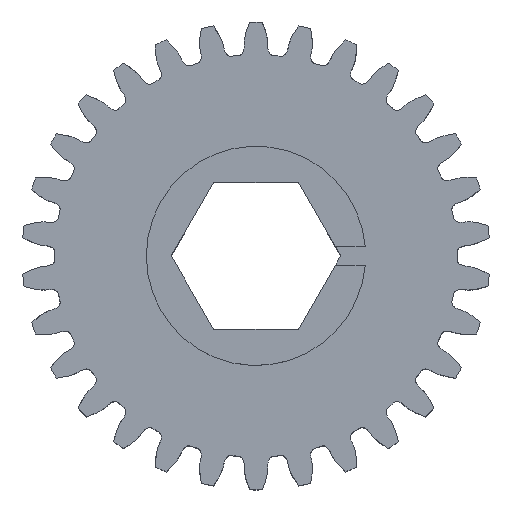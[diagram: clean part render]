
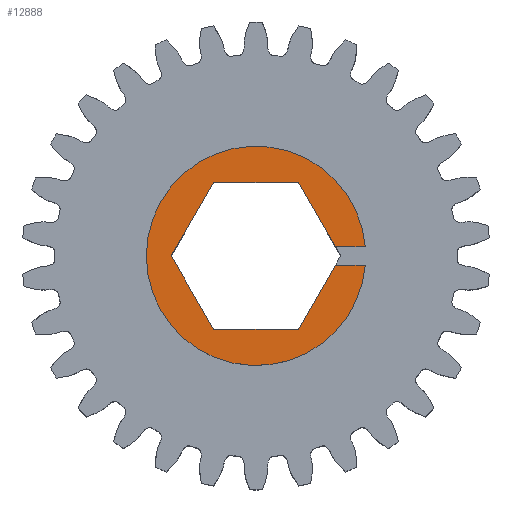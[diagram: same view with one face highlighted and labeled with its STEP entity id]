
A CAD part, top view. The second image highlights one B-rep face of the part: STEP entity #12888.
In plain terms, the highlighted planar face has unit normal (0, 0, 1).
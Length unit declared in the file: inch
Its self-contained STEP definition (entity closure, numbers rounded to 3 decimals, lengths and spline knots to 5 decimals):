
#99 = VECTOR ( 'NONE', #12432, 39.37008 ) ;
#282 = EDGE_CURVE ( 'NONE', #9492, #3916, #12274, .T. ) ;
#608 = LINE ( 'NONE', #1625, #12252 ) ;
#713 = VERTEX_POINT ( 'NONE', #4965 ) ;
#1036 = DIRECTION ( 'NONE',  ( -1., 0., 0. ) ) ;
#1201 = EDGE_LOOP ( 'NONE', ( #6317, #3976, #5612, #6771, #3007, #12802, #1917, #8376, #8606, #4882 ) ) ;
#1290 = CARTESIAN_POINT ( 'NONE',  ( 0.14491, -0.251, 0.249 ) ) ;
#1386 = VECTOR ( 'NONE', #11196, 39.37008 ) ;
#1622 = CIRCLE ( 'NONE', #8139, 0.375 ) ;
#1625 = CARTESIAN_POINT ( 'NONE',  ( 0.14491, -0.251, 0.249 ) ) ;
#1693 = CARTESIAN_POINT ( 'NONE',  ( 0.3737, -0.03125, 0.249 ) ) ;
#1835 = VECTOR ( 'NONE', #10920, 39.37008 ) ;
#1870 = EDGE_CURVE ( 'NONE', #3453, #5074, #12808, .T. ) ;
#1917 = ORIENTED_EDGE ( 'NONE', *, *, #1870, .F. ) ;
#2370 = EDGE_CURVE ( 'NONE', #713, #4917, #1622, .T. ) ;
#2501 = CARTESIAN_POINT ( 'NONE',  ( -0.28983, 0., 0.249 ) ) ;
#2625 = EDGE_CURVE ( 'NONE', #5074, #11867, #6147, .T. ) ;
#2666 = CARTESIAN_POINT ( 'NONE',  ( -0.14491, 0.251, 0.249 ) ) ;
#2707 = EDGE_CURVE ( 'NONE', #713, #6307, #6211, .T. ) ;
#2786 = EDGE_CURVE ( 'NONE', #13006, #3453, #5189, .T. ) ;
#3007 = ORIENTED_EDGE ( 'NONE', *, *, #3869, .F. ) ;
#3453 = VERTEX_POINT ( 'NONE', #9792 ) ;
#3545 = CARTESIAN_POINT ( 'NONE',  ( 0.28983, 0., 0.249 ) ) ;
#3685 = PLANE ( 'NONE',  #10767 ) ;
#3823 = CARTESIAN_POINT ( 'NONE',  ( 0., 0., 0.249 ) ) ;
#3869 = EDGE_CURVE ( 'NONE', #11867, #9492, #608, .T. ) ;
#3898 = CARTESIAN_POINT ( 'NONE',  ( 0.14491, 0.251, 0.249 ) ) ;
#3916 = VERTEX_POINT ( 'NONE', #1693 ) ;
#3966 = CARTESIAN_POINT ( 'NONE',  ( 0.27179, 0.03125, 0.249 ) ) ;
#3976 = ORIENTED_EDGE ( 'NONE', *, *, #2370, .T. ) ;
#4110 = DIRECTION ( 'NONE',  ( 1., 0., 0. ) ) ;
#4234 = VECTOR ( 'NONE', #1036, 39.37008 ) ;
#4279 = EDGE_CURVE ( 'NONE', #12372, #13006, #10063, .T. ) ;
#4882 = ORIENTED_EDGE ( 'NONE', *, *, #13209, .F. ) ;
#4917 = VERTEX_POINT ( 'NONE', #9489 ) ;
#4965 = CARTESIAN_POINT ( 'NONE',  ( 0.3737, 0.03125, 0.249 ) ) ;
#5074 = VERTEX_POINT ( 'NONE', #7056 ) ;
#5189 = LINE ( 'NONE', #9324, #99 ) ;
#5207 = EDGE_CURVE ( 'NONE', #4917, #3916, #12901, .T. ) ;
#5612 = ORIENTED_EDGE ( 'NONE', *, *, #5207, .T. ) ;
#5783 = DIRECTION ( 'NONE',  ( 0.5, 0.866, 0. ) ) ;
#5864 = DIRECTION ( 'NONE',  ( 1., 0., 0. ) ) ;
#6147 = LINE ( 'NONE', #10276, #9427 ) ;
#6211 = LINE ( 'NONE', #10340, #4234 ) ;
#6289 = DIRECTION ( 'NONE',  ( 1., 0., 0. ) ) ;
#6307 = VERTEX_POINT ( 'NONE', #3966 ) ;
#6317 = ORIENTED_EDGE ( 'NONE', *, *, #2707, .F. ) ;
#6354 = VECTOR ( 'NONE', #10802, 39.37008 ) ;
#6771 = ORIENTED_EDGE ( 'NONE', *, *, #282, .F. ) ;
#7030 = CARTESIAN_POINT ( 'NONE',  ( 0., 0., 0.249 ) ) ;
#7056 = CARTESIAN_POINT ( 'NONE',  ( -0.14491, -0.251, 0.249 ) ) ;
#7097 = DIRECTION ( 'NONE',  ( 0., 0., 1. ) ) ;
#7185 = DIRECTION ( 'NONE',  ( 0., 0., 1. ) ) ;
#8079 = CARTESIAN_POINT ( 'NONE',  ( 0.16229, -0.03125, 0.249 ) ) ;
#8139 = AXIS2_PLACEMENT_3D ( 'NONE', #7030, #7097, #10211 ) ;
#8376 = ORIENTED_EDGE ( 'NONE', *, *, #2786, .F. ) ;
#8606 = ORIENTED_EDGE ( 'NONE', *, *, #4279, .F. ) ;
#8976 = FACE_OUTER_BOUND ( 'NONE', #1201, .T. ) ;
#9156 = CARTESIAN_POINT ( 'NONE',  ( 0., 0., 0.249 ) ) ;
#9324 = CARTESIAN_POINT ( 'NONE',  ( -0.14491, 0.251, 0.249 ) ) ;
#9427 = VECTOR ( 'NONE', #4110, 39.37008 ) ;
#9489 = CARTESIAN_POINT ( 'NONE',  ( -0.375, 0., 0.249 ) ) ;
#9492 = VERTEX_POINT ( 'NONE', #10437 ) ;
#9792 = CARTESIAN_POINT ( 'NONE',  ( -0.28983, 0., 0.249 ) ) ;
#10063 = LINE ( 'NONE', #3898, #12465 ) ;
#10211 = DIRECTION ( 'NONE',  ( 1., 0., 0. ) ) ;
#10276 = CARTESIAN_POINT ( 'NONE',  ( -0.14491, -0.251, 0.249 ) ) ;
#10340 = CARTESIAN_POINT ( 'NONE',  ( 0.16229, 0.03125, 0.249 ) ) ;
#10437 = CARTESIAN_POINT ( 'NONE',  ( 0.27179, -0.03125, 0.249 ) ) ;
#10767 = AXIS2_PLACEMENT_3D ( 'NONE', #3823, #11960, #5864 ) ;
#10802 = DIRECTION ( 'NONE',  ( -0.5, 0.866, 0. ) ) ;
#10920 = DIRECTION ( 'NONE',  ( 0.5, -0.866, 0. ) ) ;
#11196 = DIRECTION ( 'NONE',  ( 1., 0., 0. ) ) ;
#11867 = VERTEX_POINT ( 'NONE', #1290 ) ;
#11960 = DIRECTION ( 'NONE',  ( 0., 0., 1. ) ) ;
#12088 = LINE ( 'NONE', #3545, #6354 ) ;
#12252 = VECTOR ( 'NONE', #5783, 39.37008 ) ;
#12274 = LINE ( 'NONE', #8079, #1386 ) ;
#12372 = VERTEX_POINT ( 'NONE', #12510 ) ;
#12432 = DIRECTION ( 'NONE',  ( -0.5, -0.866, 0. ) ) ;
#12465 = VECTOR ( 'NONE', #13172, 39.37008 ) ;
#12510 = CARTESIAN_POINT ( 'NONE',  ( 0.14491, 0.251, 0.249 ) ) ;
#12802 = ORIENTED_EDGE ( 'NONE', *, *, #2625, .F. ) ;
#12808 = LINE ( 'NONE', #2501, #1835 ) ;
#12888 = ADVANCED_FACE ( 'NONE', ( #8976 ), #3685, .T. ) ;
#12901 = CIRCLE ( 'NONE', #13335, 0.375 ) ;
#13006 = VERTEX_POINT ( 'NONE', #2666 ) ;
#13172 = DIRECTION ( 'NONE',  ( -1., 0., 0. ) ) ;
#13209 = EDGE_CURVE ( 'NONE', #6307, #12372, #12088, .T. ) ;
#13335 = AXIS2_PLACEMENT_3D ( 'NONE', #9156, #7185, #6289 ) ;
